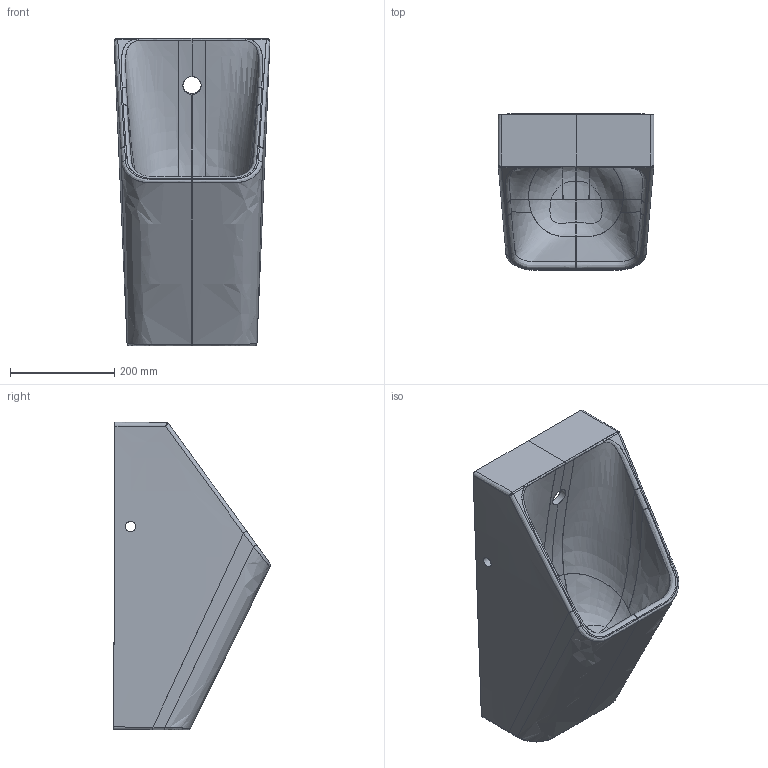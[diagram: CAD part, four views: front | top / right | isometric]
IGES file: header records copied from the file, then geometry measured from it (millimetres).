
Global section: file name: 5461.igs; native system: NX V11.0; preprocessor: SIEMENS PLM Software NX 11.0; date: 20190304.170842; units: millimetre
Bounding box: 299.37 x 301.04 x 590.62 mm (x, y, z)
Surface area: 1100747 mm2 (no closed solid volume)
Topology: 0 solids, 0 shells, 153 faces, 1483 edges, 1483 vertices
Faces by surface type: bspline 125, offset 28
